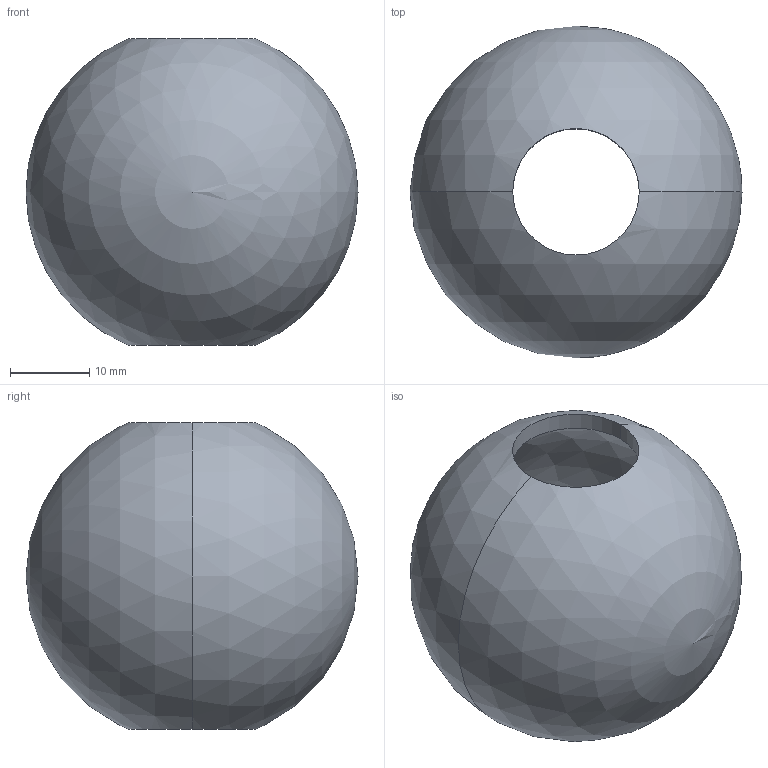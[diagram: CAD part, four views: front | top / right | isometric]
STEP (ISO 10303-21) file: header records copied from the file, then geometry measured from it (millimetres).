
FILE_DESCRIPTION (( 'STEP AP203' ), '1' );
FILE_NAME ('SensorChamber.STEP', '2020-08-03T15:13:01', ( '' ), ( '' ), 'SwSTEP 2.0', 'SolidWorks 2019', '' );
FILE_SCHEMA (( 'CONFIG_CONTROL_DESIGN' ));
Length unit declared in the file: millimetre
Products named in the file (1): SensorChamber
Bounding box: 42 x 42 x 38.83 mm (x, y, z)
Volume: 9222.1 mm3; surface area: 9458.1 mm2
Topology: 1 solids, 1 shells, 8 faces, 26 edges, 14 vertices
Faces by surface type: sphere 4, cylinder 4
Entity records: 289 total; most frequent: DIRECTION 46, CARTESIAN_POINT 33, ORIENTED_EDGE 32, AXIS2_PLACEMENT_3D 21, EDGE_CURVE 16, CIRCLE 12, VERTEX_POINT 8, EDGE_LOOP 8
